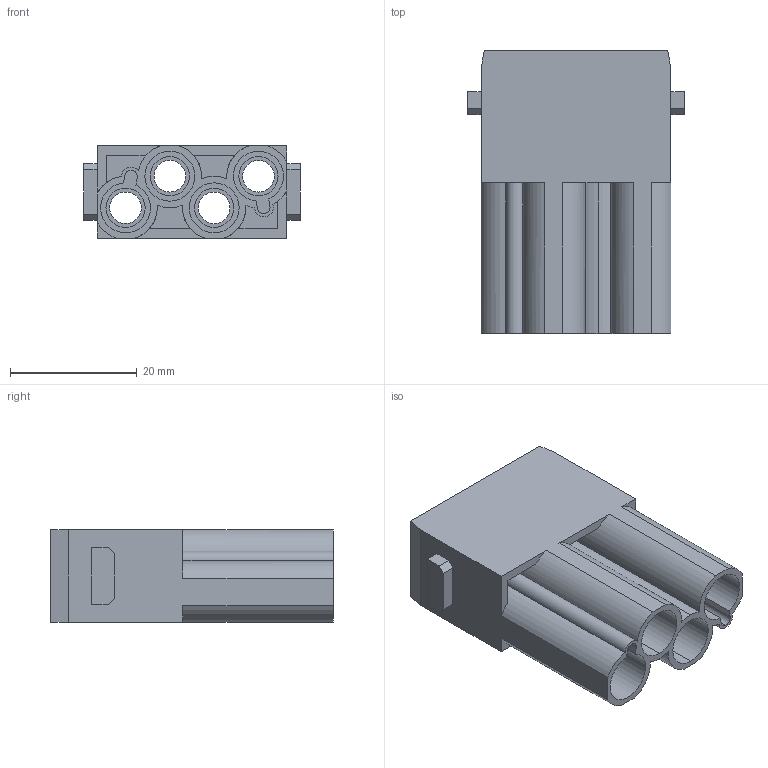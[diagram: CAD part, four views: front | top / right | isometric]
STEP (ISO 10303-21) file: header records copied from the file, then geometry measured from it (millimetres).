
FILE_DESCRIPTION (( 'STEP AP203' ), '1' );
FILE_NAME ('FHMK001-M0040GY00 HMK-004-MC-REF（渲染）.step', '2026-02-09T01:50:16', ( '' ), ( '' ), 'SwSTEP 2.0', 'SolidWorks 2021', '' );
FILE_SCHEMA (( 'CONFIG_CONTROL_DESIGN' ));
Length unit declared in the file: millimetre
Products named in the file (1): FHMK001-M0040GY00  HMK-004-MC-REF（渲染）
Bounding box: 34.2 x 44.7 x 14.6 mm (x, y, z)
Volume: 8682.4 mm3; surface area: 11278.4 mm2
Topology: 1 solids, 4 shells, 307 faces, 854 edges, 541 vertices
Faces by surface type: plane 200, cylinder 75, cone 32
Entity records: 9965 total; most frequent: CARTESIAN_POINT 1863, ORIENTED_EDGE 1708, DIRECTION 1664, EDGE_CURVE 854, VECTOR 564, LINE 564, AXIS2_PLACEMENT_3D 550, VERTEX_POINT 541
